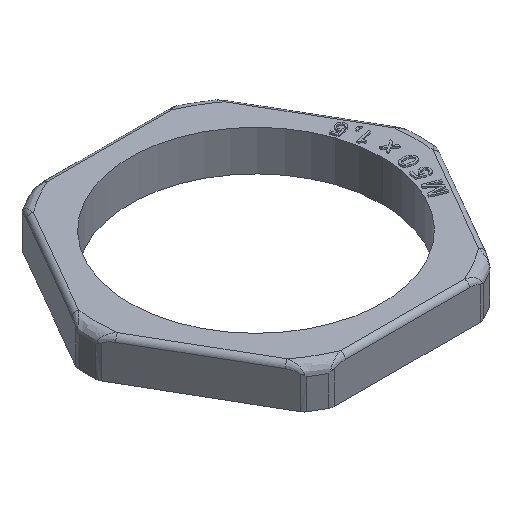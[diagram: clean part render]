
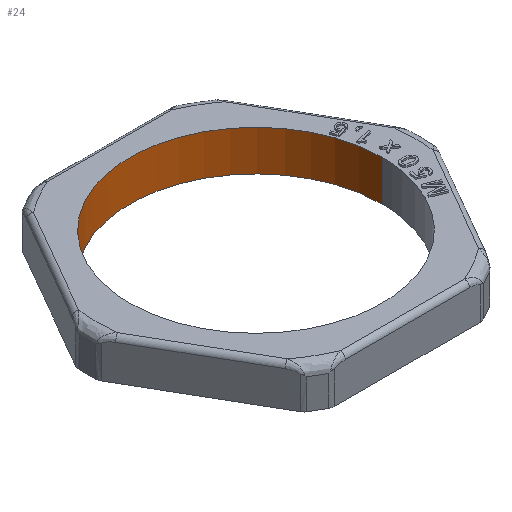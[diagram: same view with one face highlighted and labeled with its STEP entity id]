
A CAD part, isometric view. The second image highlights one B-rep face of the part: STEP entity #24.
In plain terms, the highlighted free-form (B-spline) face has degree [1, 2] with [2, 5] control points.
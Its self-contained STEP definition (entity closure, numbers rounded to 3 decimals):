
#24=ADVANCED_FACE('',(#301),#4794,.T.);
#301=FACE_OUTER_BOUND('',#578,.T.);
#578=EDGE_LOOP('',(#865,#866,#867,#868));
#865=ORIENTED_EDGE('',*,*,#2443,.F.);
#866=ORIENTED_EDGE('',*,*,#2444,.T.);
#867=ORIENTED_EDGE('',*,*,#2445,.T.);
#868=ORIENTED_EDGE('',*,*,#3229,.F.);
#2443=EDGE_CURVE('',#4021,#4541,#3985,.T.);
#2444=EDGE_CURVE('',#4021,#4022,#3986,.T.);
#2445=EDGE_CURVE('',#4022,#4542,#3987,.T.);
#3229=EDGE_CURVE('',#4541,#4542,#4018,.T.);
#3985=(
BOUNDED_CURVE()
B_SPLINE_CURVE(2,(#7973,#7974,#7975,#7976,#7977),.UNSPECIFIED.,.F.,.F.)
B_SPLINE_CURVE_WITH_KNOTS((3,2,3),(0.,39.27,78.54),
 .UNSPECIFIED.)
CURVE()
GEOMETRIC_REPRESENTATION_ITEM()
RATIONAL_B_SPLINE_CURVE((1.,0.707,1.,0.707,1.))
REPRESENTATION_ITEM('')
);
#3986=(
BOUNDED_CURVE()
B_SPLINE_CURVE(1,(#7978,#7979),.UNSPECIFIED.,.F.,.F.)
B_SPLINE_CURVE_WITH_KNOTS((2,2),(0.,8.),.UNSPECIFIED.)
CURVE()
GEOMETRIC_REPRESENTATION_ITEM()
RATIONAL_B_SPLINE_CURVE((1.,1.))
REPRESENTATION_ITEM('')
);
#3987=(
BOUNDED_CURVE()
B_SPLINE_CURVE(2,(#7980,#7981,#7982,#7983,#7984),.UNSPECIFIED.,.F.,.F.)
B_SPLINE_CURVE_WITH_KNOTS((3,2,3),(0.,39.27,78.54),
 .UNSPECIFIED.)
CURVE()
GEOMETRIC_REPRESENTATION_ITEM()
RATIONAL_B_SPLINE_CURVE((1.,0.707,1.,0.707,1.))
REPRESENTATION_ITEM('')
);
#4018=(
BOUNDED_CURVE()
B_SPLINE_CURVE(1,(#9989,#9990),.UNSPECIFIED.,.F.,.F.)
B_SPLINE_CURVE_WITH_KNOTS((2,2),(0.,8.),.UNSPECIFIED.)
CURVE()
GEOMETRIC_REPRESENTATION_ITEM()
RATIONAL_B_SPLINE_CURVE((1.,1.))
REPRESENTATION_ITEM('')
);
#4021=VERTEX_POINT('',#7451);
#4022=VERTEX_POINT('',#7452);
#4541=VERTEX_POINT('',#7971);
#4542=VERTEX_POINT('',#7972);
#4794=(
BOUNDED_SURFACE()
B_SPLINE_SURFACE(1,2,((#5380,#5381,#5382,#5383,#5384),(#5385,#5386,#5387,
#5388,#5389)),.UNSPECIFIED.,.F.,.F.,.F.)
B_SPLINE_SURFACE_WITH_KNOTS((2,2),(3,2,3),(0.,8.),(0.,39.27,
78.54),.UNSPECIFIED.)
GEOMETRIC_REPRESENTATION_ITEM()
RATIONAL_B_SPLINE_SURFACE(((1.,0.707,1.,0.707,
1.),(1.,0.707,1.,0.707,1.)))
REPRESENTATION_ITEM('')
SURFACE()
);
#5380=CARTESIAN_POINT('',(-0.72,-0.714,-16.));
#5381=CARTESIAN_POINT('',(-0.72,24.286,-16.));
#5382=CARTESIAN_POINT('',(-25.72,24.286,-16.));
#5383=CARTESIAN_POINT('',(-50.72,24.286,-16.));
#5384=CARTESIAN_POINT('',(-50.72,-0.714,-16.));
#5385=CARTESIAN_POINT('',(-0.72,-0.714,-8.));
#5386=CARTESIAN_POINT('',(-0.72,24.286,-8.));
#5387=CARTESIAN_POINT('',(-25.72,24.286,-8.));
#5388=CARTESIAN_POINT('',(-50.72,24.286,-8.));
#5389=CARTESIAN_POINT('',(-50.72,-0.714,-8.));
#7451=CARTESIAN_POINT('',(-0.72,-0.714,-16.));
#7452=CARTESIAN_POINT('',(-0.72,-0.714,-8.));
#7971=CARTESIAN_POINT('',(-50.72,-0.714,-16.));
#7972=CARTESIAN_POINT('',(-50.72,-0.714,-8.));
#7973=CARTESIAN_POINT('',(-0.72,-0.714,-16.));
#7974=CARTESIAN_POINT('',(-0.72,24.286,-16.));
#7975=CARTESIAN_POINT('',(-25.72,24.286,-16.));
#7976=CARTESIAN_POINT('',(-50.72,24.286,-16.));
#7977=CARTESIAN_POINT('',(-50.72,-0.714,-16.));
#7978=CARTESIAN_POINT('',(-0.72,-0.714,-16.));
#7979=CARTESIAN_POINT('',(-0.72,-0.714,-8.));
#7980=CARTESIAN_POINT('',(-0.72,-0.714,-8.));
#7981=CARTESIAN_POINT('',(-0.72,24.286,-8.));
#7982=CARTESIAN_POINT('',(-25.72,24.286,-8.));
#7983=CARTESIAN_POINT('',(-50.72,24.286,-8.));
#7984=CARTESIAN_POINT('',(-50.72,-0.714,-8.));
#9989=CARTESIAN_POINT('',(-50.72,-0.714,-16.));
#9990=CARTESIAN_POINT('',(-50.72,-0.714,-8.));
